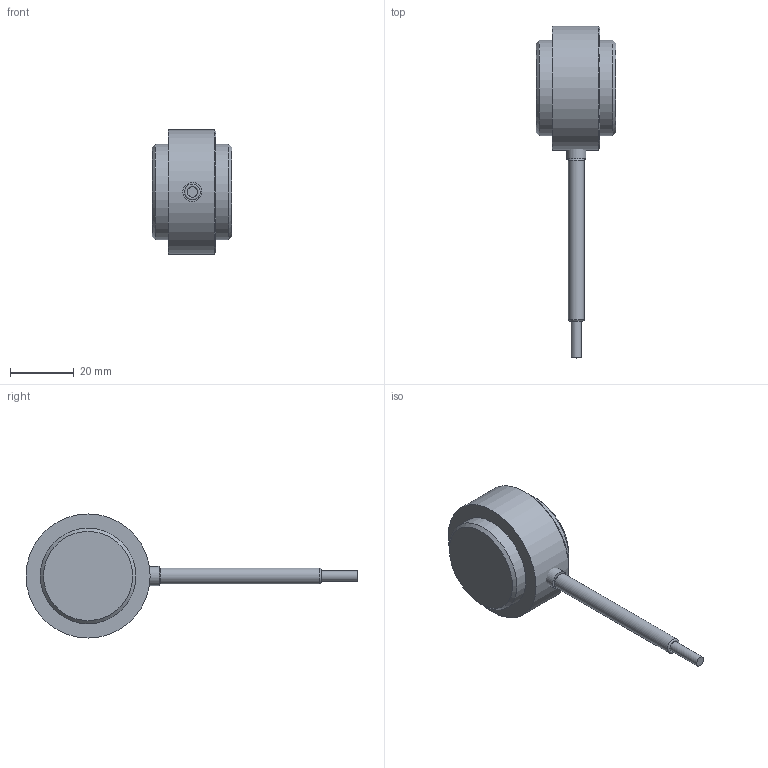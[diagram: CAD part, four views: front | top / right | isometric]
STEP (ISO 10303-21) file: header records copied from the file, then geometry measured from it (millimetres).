
FILE_DESCRIPTION( ( 'Unknown' ), '1' );
FILE_NAME( 'K2283-90-150kN.stp', 'Unknown', ( 'Unknown' ), ( 'Unknown' ), 'PSStep 17.0.49', 'Unknown', ' ' );
FILE_SCHEMA( ( 'AUTOMOTIVE_DESIGN { 1 0 10303 214 1 1 1 1 }' ) );
Length unit declared in the file: millimetre
Products named in the file (5): Assem1; 2319-001_DOC-00066751; Knickschutz Zugfeder_DOC-00061490; 1275-014_DOC-00076552; kabeldurchmesser 3,2_doc-00040959
Assembly tree (4 placements, depth 2):
  Assem1
    2319-001_DOC-00066751
    Knickschutz Zugfeder_DOC-00061490
    1275-014_DOC-00076552
    kabeldurchmesser 3,2_doc-00040959
Bounding box: 25 x 104.3 x 39 mm (x, y, z)
Volume: 25833.6 mm3; surface area: 6951.4 mm2
Topology: 4 solids, 4 shells, 23 faces, 37 edges, 23 vertices
Faces by surface type: plane 9, cylinder 9, cone 3, torus 2
Full cylindrical faces by diameter (mm): 3 x1, 3.2 x2, 3.7 x1, 5 x1, 6 x1, 30 x2, 39 x1
Entity records: 722 total; most frequent: DIRECTION 98, CARTESIAN_POINT 70, AXIS2_PLACEMENT_3D 49, EDGE_LOOP 42, ORIENTED_EDGE 42, FACE_OUTER_BOUND 34, STYLED_ITEM 23, PRESENTATION_STYLE_ASSIGNMENT 23
